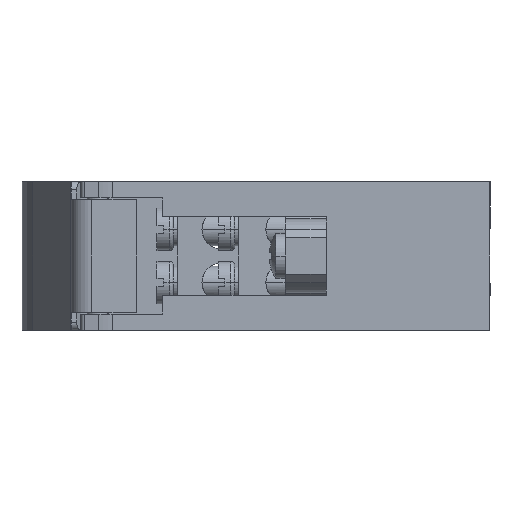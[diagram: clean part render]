
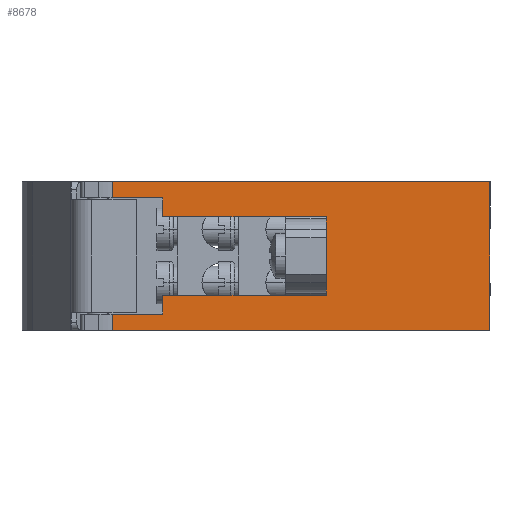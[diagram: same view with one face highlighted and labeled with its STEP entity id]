
A CAD part, left-side view. The second image highlights one B-rep face of the part: STEP entity #8678.
In plain terms, the highlighted planar face has unit normal (-1, 0, 0).
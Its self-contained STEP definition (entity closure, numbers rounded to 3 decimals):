
#854=DIRECTION('',(0.,0.,-1.));
#855=VECTOR('',#854,1.55);
#856=CARTESIAN_POINT('',(-21.,20.,-3.25));
#857=LINE('',#856,#855);
#870=DIRECTION('',(0.,0.,-1.));
#871=VECTOR('',#870,1.55);
#872=CARTESIAN_POINT('',(-21.,20.,4.8));
#873=LINE('',#872,#871);
#1154=DIRECTION('',(0.,0.,1.));
#1155=VECTOR('',#1154,6.5);
#1156=CARTESIAN_POINT('',(-21.,20.,-3.25));
#1157=LINE('',#1156,#1155);
#1158=DIRECTION('',(0.,1.,0.));
#1159=VECTOR('',#1158,6.172);
#1160=CARTESIAN_POINT('',(-21.,40.,7.1));
#1161=LINE('',#1160,#1159);
#1162=DIRECTION('',(0.,0.,1.));
#1163=VECTOR('',#1162,2.);
#1164=CARTESIAN_POINT('',(-21.,46.172,7.1));
#1165=LINE('',#1164,#1163);
#1166=DIRECTION('',(0.,-1.,0.));
#1167=VECTOR('',#1166,46.172);
#1168=CARTESIAN_POINT('',(-21.,46.172,9.1));
#1169=LINE('',#1168,#1167);
#1170=DIRECTION('',(0.,1.,0.));
#1171=VECTOR('',#1170,46.172);
#1172=CARTESIAN_POINT('',(-21.,0.,-9.1));
#1173=LINE('',#1172,#1171);
#1174=DIRECTION('',(0.,-1.,0.));
#1175=VECTOR('',#1174,6.172);
#1176=CARTESIAN_POINT('',(-21.,46.172,-7.1));
#1177=LINE('',#1176,#1175);
#1182=DIRECTION('',(0.,-1.,0.));
#1183=VECTOR('',#1182,20.);
#1184=CARTESIAN_POINT('',(-21.,40.,4.8));
#1185=LINE('',#1184,#1183);
#1194=DIRECTION('',(0.,0.,-1.));
#1195=VECTOR('',#1194,2.3);
#1196=CARTESIAN_POINT('',(-21.,40.,7.1));
#1197=LINE('',#1196,#1195);
#1814=DIRECTION('',(0.,0.,-1.));
#1815=VECTOR('',#1814,2.3);
#1816=CARTESIAN_POINT('',(-21.,40.,-4.8));
#1817=LINE('',#1816,#1815);
#1838=DIRECTION('',(0.,1.,0.));
#1839=VECTOR('',#1838,20.);
#1840=CARTESIAN_POINT('',(-21.,20.,-4.8));
#1841=LINE('',#1840,#1839);
#1842=DIRECTION('',(0.,0.,-1.));
#1843=VECTOR('',#1842,2.);
#1844=CARTESIAN_POINT('',(-21.,46.172,-7.1));
#1845=LINE('',#1844,#1843);
#3372=DIRECTION('',(0.,0.,1.));
#3373=VECTOR('',#3372,18.2);
#3374=CARTESIAN_POINT('',(-21.,0.,-9.1));
#3375=LINE('',#3374,#3373);
#5769=CARTESIAN_POINT('',(-21.,46.172,-9.1));
#5770=VERTEX_POINT('',#5769);
#5771=CARTESIAN_POINT('',(-21.,0.,-9.1));
#5772=VERTEX_POINT('',#5771);
#5807=CARTESIAN_POINT('',(-21.,46.172,-7.1));
#5809=VERTEX_POINT('',#5807);
#5885=CARTESIAN_POINT('',(-21.,0.,9.1));
#5886=VERTEX_POINT('',#5885);
#5887=CARTESIAN_POINT('',(-21.,46.172,9.1));
#5888=VERTEX_POINT('',#5887);
#5933=CARTESIAN_POINT('',(-21.,46.172,7.1));
#5934=VERTEX_POINT('',#5933);
#5936=CARTESIAN_POINT('',(-21.,40.,7.1));
#5938=VERTEX_POINT('',#5936);
#5947=CARTESIAN_POINT('',(-21.,40.,-7.1));
#5948=VERTEX_POINT('',#5947);
#5949=CARTESIAN_POINT('',(-21.,40.,-4.8));
#5950=VERTEX_POINT('',#5949);
#5951=CARTESIAN_POINT('',(-21.,20.,-4.8));
#5952=VERTEX_POINT('',#5951);
#5953=CARTESIAN_POINT('',(-21.,40.,4.8));
#5954=CARTESIAN_POINT('',(-21.,20.,4.8));
#5955=VERTEX_POINT('',#5953);
#5956=VERTEX_POINT('',#5954);
#7085=CARTESIAN_POINT('',(-21.,20.,-3.25));
#7086=CARTESIAN_POINT('',(-21.,20.,3.25));
#7087=VERTEX_POINT('',#7085);
#7088=VERTEX_POINT('',#7086);
#8646=CARTESIAN_POINT('',(-21.,23.086,0.));
#8647=DIRECTION('',(1.,0.,0.));
#8648=DIRECTION('',(0.,-1.,0.));
#8649=AXIS2_PLACEMENT_3D('',#8646,#8647,#8648);
#8650=PLANE('',#8649);
#8651=ORIENTED_EDGE('',*,*,#8632,.T.);
#8652=ORIENTED_EDGE('',*,*,#8381,.F.);
#8654=ORIENTED_EDGE('',*,*,#8653,.F.);
#8656=ORIENTED_EDGE('',*,*,#8655,.F.);
#8658=ORIENTED_EDGE('',*,*,#8657,.T.);
#8660=ORIENTED_EDGE('',*,*,#8659,.T.);
#8662=ORIENTED_EDGE('',*,*,#8661,.T.);
#8664=ORIENTED_EDGE('',*,*,#8663,.F.);
#8666=ORIENTED_EDGE('',*,*,#8665,.T.);
#8668=ORIENTED_EDGE('',*,*,#8667,.F.);
#8670=ORIENTED_EDGE('',*,*,#8669,.T.);
#8672=ORIENTED_EDGE('',*,*,#8671,.F.);
#8674=ORIENTED_EDGE('',*,*,#8673,.F.);
#8675=ORIENTED_EDGE('',*,*,#8365,.F.);
#8676=EDGE_LOOP('',(#8651,#8652,#8654,#8656,#8658,#8660,#8662,#8664,#8666,#8668,
#8670,#8672,#8674,#8675));
#8677=FACE_OUTER_BOUND('',#8676,.F.);
#8365=EDGE_CURVE('',#7087,#5952,#857,.T.);
#8381=EDGE_CURVE('',#5956,#7088,#873,.T.);
#8632=EDGE_CURVE('',#7087,#7088,#1157,.T.);
#8653=EDGE_CURVE('',#5955,#5956,#1185,.T.);
#8655=EDGE_CURVE('',#5938,#5955,#1197,.T.);
#8657=EDGE_CURVE('',#5938,#5934,#1161,.T.);
#8659=EDGE_CURVE('',#5934,#5888,#1165,.T.);
#8661=EDGE_CURVE('',#5888,#5886,#1169,.T.);
#8663=EDGE_CURVE('',#5772,#5886,#3375,.T.);
#8665=EDGE_CURVE('',#5772,#5770,#1173,.T.);
#8667=EDGE_CURVE('',#5809,#5770,#1845,.T.);
#8669=EDGE_CURVE('',#5809,#5948,#1177,.T.);
#8671=EDGE_CURVE('',#5950,#5948,#1817,.T.);
#8673=EDGE_CURVE('',#5952,#5950,#1841,.T.);
#8678=ADVANCED_FACE('',(#8677),#8650,.F.);
